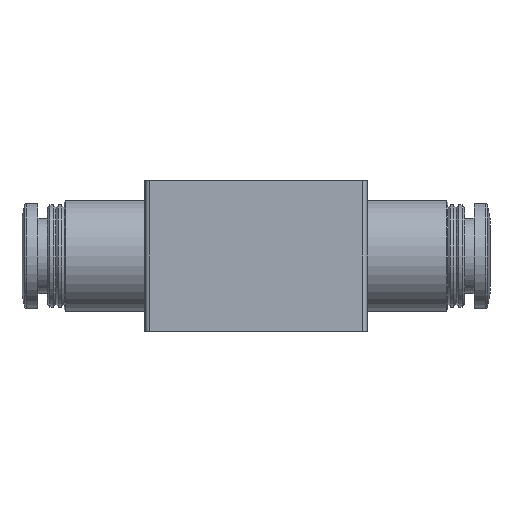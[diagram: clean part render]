
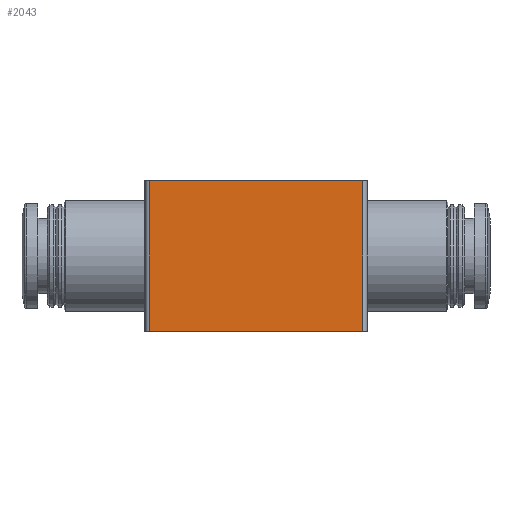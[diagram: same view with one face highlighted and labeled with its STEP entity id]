
A CAD part, front view. The second image highlights one B-rep face of the part: STEP entity #2043.
In plain terms, the highlighted planar face has unit normal (0, -1, 0).
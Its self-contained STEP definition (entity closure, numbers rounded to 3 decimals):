
#142=LINE('',#2972,#232);
#143=LINE('',#2976,#233);
#144=LINE('',#2978,#234);
#145=LINE('',#2980,#235);
#232=VECTOR('',#2422,1000.);
#233=VECTOR('',#2427,1000.);
#234=VECTOR('',#2428,1000.);
#235=VECTOR('',#2429,1000.);
#365=ORIENTED_EDGE('',*,*,#724,.T.);
#366=ORIENTED_EDGE('',*,*,#725,.F.);
#367=ORIENTED_EDGE('',*,*,#726,.F.);
#368=ORIENTED_EDGE('',*,*,#722,.T.);
#722=EDGE_CURVE('',#897,#896,#142,.T.);
#724=EDGE_CURVE('',#896,#898,#143,.T.);
#725=EDGE_CURVE('',#899,#898,#144,.T.);
#726=EDGE_CURVE('',#897,#899,#145,.T.);
#896=VERTEX_POINT('',#2971);
#897=VERTEX_POINT('',#2973);
#898=VERTEX_POINT('',#2977);
#899=VERTEX_POINT('',#2979);
#1058=EDGE_LOOP('',(#365,#366,#367,#368));
#1200=FACE_BOUND('',#1058,.T.);
#1335=PLANE('',#2161);
#2043=ADVANCED_FACE('',(#1200),#1335,.F.);
#2161=AXIS2_PLACEMENT_3D('',#2975,#2425,#2426);
#2422=DIRECTION('',(0.,0.,-1.));
#2425=DIRECTION('',(0.,1.,0.));
#2426=DIRECTION('',(0.,0.,1.));
#2427=DIRECTION('',(1.,0.,0.));
#2428=DIRECTION('',(0.,0.,-1.));
#2429=DIRECTION('',(1.,0.,0.));
#2971=CARTESIAN_POINT('',(-12.,-10.5,-8.5));
#2972=CARTESIAN_POINT('',(-12.,-10.5,8.5));
#2973=CARTESIAN_POINT('',(-12.,-10.5,8.5));
#2975=CARTESIAN_POINT('',(-12.,-10.5,8.5));
#2976=CARTESIAN_POINT('',(-12.,-10.5,-8.5));
#2977=CARTESIAN_POINT('',(12.,-10.5,-8.5));
#2978=CARTESIAN_POINT('',(12.,-10.5,8.5));
#2979=CARTESIAN_POINT('',(12.,-10.5,8.5));
#2980=CARTESIAN_POINT('',(-12.,-10.5,8.5));
